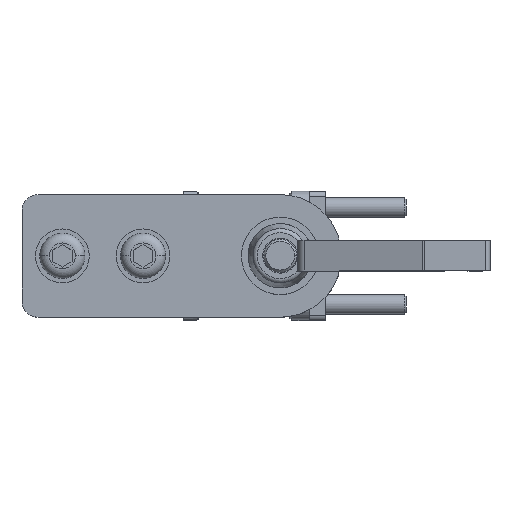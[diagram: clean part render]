
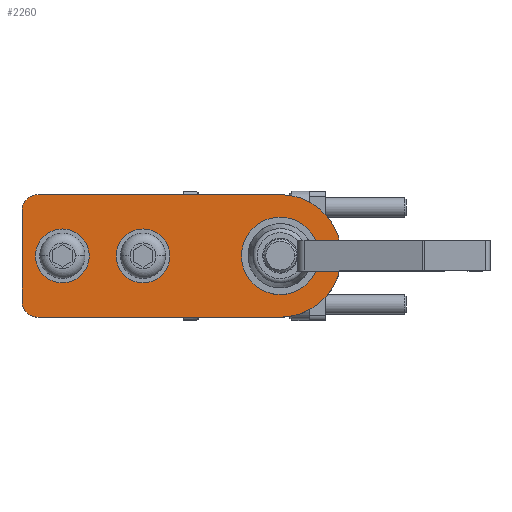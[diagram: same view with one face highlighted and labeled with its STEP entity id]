
A CAD part, top view. The second image highlights one B-rep face of the part: STEP entity #2260.
In plain terms, the highlighted planar face has unit normal (0, 0, 1).
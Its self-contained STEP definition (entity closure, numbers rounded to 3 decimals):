
#1140=CARTESIAN_POINT('',(-11.83,-14.662,44.)
);
#1150=DIRECTION('',(0.,0.,1.));
#1160=DIRECTION('',(1.,0.,0.));
#1170=AXIS2_PLACEMENT_3D('',#1140,#1150,#1160);
#1180=PLANE('',#1170);
#1190=CARTESIAN_POINT('',(58.17,-14.662,44.))
;
#1200=DIRECTION('',(0.,0.,1.));
#1210=DIRECTION('',(1.,0.,0.));
#1220=AXIS2_PLACEMENT_3D('',#1190,#1200,#1210);
#1230=CIRCLE('',#1220,5.5);
#1240=CARTESIAN_POINT('',(63.67,-14.662,44.))
;
#1250=VERTEX_POINT('',#1240);
#1260=CARTESIAN_POINT('',(52.67,-14.662,44.))
;
#1270=VERTEX_POINT('',#1260);
#1280=EDGE_CURVE('',#1250,#1270,#1230,.T.);
#1290=ORIENTED_EDGE('',*,*,#1280,.F.);
#1300=EDGE_CURVE('',#1270,#1250,#1230,.T.);
#1310=ORIENTED_EDGE('',*,*,#1300,.F.);
#1320=EDGE_LOOP('',(#1310,#1290));
#1330=FACE_BOUND('',#1320,.T.);
#1340=CARTESIAN_POINT('',(-9.33,-14.662,44.))
;
#1350=DIRECTION('',(0.,0.,1.));
#1360=DIRECTION('',(1.,0.,0.));
#1370=AXIS2_PLACEMENT_3D('',#1340,#1350,#1360);
#1380=CIRCLE('',#1370,4.);
#1390=CARTESIAN_POINT('',(-5.33,-14.662,44.))
;
#1400=VERTEX_POINT('',#1390);
#1410=CARTESIAN_POINT('',(-13.33,-14.662,44.)
);
#1420=VERTEX_POINT('',#1410);
#1430=EDGE_CURVE('',#1400,#1420,#1380,.T.);
#1440=ORIENTED_EDGE('',*,*,#1430,.F.);
#1450=EDGE_CURVE('',#1420,#1400,#1380,.T.);
#1460=ORIENTED_EDGE('',*,*,#1450,.F.);
#1470=EDGE_LOOP('',(#1460,#1440));
#1480=FACE_BOUND('',#1470,.T.);
#1490=CARTESIAN_POINT('',(15.67,-14.662,44.))
;
#1500=DIRECTION('',(0.,0.,1.));
#1510=DIRECTION('',(1.,0.,0.));
#1520=AXIS2_PLACEMENT_3D('',#1490,#1500,#1510);
#1530=CIRCLE('',#1520,4.);
#1540=CARTESIAN_POINT('',(19.67,-14.662,44.))
;
#1550=VERTEX_POINT('',#1540);
#1560=CARTESIAN_POINT('',(11.67,-14.662,44.))
;
#1570=VERTEX_POINT('',#1560);
#1580=EDGE_CURVE('',#1550,#1570,#1530,.T.);
#1590=ORIENTED_EDGE('',*,*,#1580,.F.);
#1600=EDGE_CURVE('',#1570,#1550,#1530,.T.);
#1610=ORIENTED_EDGE('',*,*,#1600,.F.);
#1620=EDGE_LOOP('',(#1610,#1590));
#1630=FACE_BOUND('',#1620,.T.);
#1640=CARTESIAN_POINT('',(-16.83,-0.662,44.
));
#1650=DIRECTION('',(0.,0.,-1.));
#1660=DIRECTION('',(-1.,0.,0.));
#1670=AXIS2_PLACEMENT_3D('',#1640,#1650,#1660);
#1680=CIRCLE('',#1670,5.);
#1690=CARTESIAN_POINT('',(-21.83,-0.662,44.
));
#1700=VERTEX_POINT('',#1690);
#1710=CARTESIAN_POINT('',(-16.83,4.338,44.));
#1720=VERTEX_POINT('',#1710);
#1730=EDGE_CURVE('',#1700,#1720,#1680,.T.);
#1740=ORIENTED_EDGE('',*,*,#1730,.F.);
#1750=CARTESIAN_POINT('',(-11.83,4.338,44.));
#1760=DIRECTION('',(-1.,0.,0.));
#1770=VECTOR('',#1760,1.);
#1780=LINE('',#1750,#1770);
#1790=CARTESIAN_POINT('',(58.17,4.338,44.));
#1800=VERTEX_POINT('',#1790);
#1810=EDGE_CURVE('',#1800,#1720,#1780,.T.);
#1820=ORIENTED_EDGE('',*,*,#1810,.T.);
#1830=CARTESIAN_POINT('',(58.17,-14.662,44.))
;
#1840=DIRECTION('',(0.,0.,-1.));
#1850=DIRECTION('',(-1.,0.,0.));
#1860=AXIS2_PLACEMENT_3D('',#1830,#1840,#1850);
#1870=CIRCLE('',#1860,19.);
#1880=CARTESIAN_POINT('',(77.17,-14.662,44.))
;
#1890=VERTEX_POINT('',#1880);
#1900=EDGE_CURVE('',#1800,#1890,#1870,.T.);
#1910=ORIENTED_EDGE('',*,*,#1900,.F.);
#1920=CARTESIAN_POINT('',(58.17,-14.662,44.))
;
#1930=DIRECTION('',(0.,0.,1.));
#1940=DIRECTION('',(1.,0.,0.));
#1950=AXIS2_PLACEMENT_3D('',#1920,#1930,#1940);
#1960=CIRCLE('',#1950,19.);
#1970=CARTESIAN_POINT('',(58.17,-33.662,44.))
;
#1980=VERTEX_POINT('',#1970);
#1990=EDGE_CURVE('',#1980,#1890,#1960,.T.);
#2000=ORIENTED_EDGE('',*,*,#1990,.T.);
#2010=CARTESIAN_POINT('',(-11.83,-33.662,44.)
);
#2020=DIRECTION('',(-1.,0.,0.));
#2030=VECTOR('',#2020,1.);
#2040=LINE('',#2010,#2030);
#2050=CARTESIAN_POINT('',(-16.83,-33.662,44.)
);
#2060=VERTEX_POINT('',#2050);
#2070=EDGE_CURVE('',#1980,#2060,#2040,.T.);
#2080=ORIENTED_EDGE('',*,*,#2070,.F.);
#2090=CARTESIAN_POINT('',(-16.83,-28.662,44.)
);
#2100=DIRECTION('',(0.,0.,1.));
#2110=DIRECTION('',(1.,0.,0.));
#2120=AXIS2_PLACEMENT_3D('',#2090,#2100,#2110);
#2130=CIRCLE('',#2120,5.);
#2140=CARTESIAN_POINT('',(-21.83,-28.662,44.)
);
#2150=VERTEX_POINT('',#2140);
#2160=EDGE_CURVE('',#2150,#2060,#2130,.T.);
#2170=ORIENTED_EDGE('',*,*,#2160,.T.);
#2180=CARTESIAN_POINT('',(-21.83,-14.662,44.)
);
#2190=DIRECTION('',(0.,1.,0.));
#2200=VECTOR('',#2190,1.);
#2210=LINE('',#2180,#2200);
#2220=EDGE_CURVE('',#2150,#1700,#2210,.T.);
#2230=ORIENTED_EDGE('',*,*,#2220,.F.);
#2240=EDGE_LOOP('',(#2230,#2170,#2080,#2000,#1910,#1820,#1740));
#2250=FACE_OUTER_BOUND('',#2240,.T.);
#2260=ADVANCED_FACE('',(#1330,#1480,#1630,#2250),#1180,.T.);
